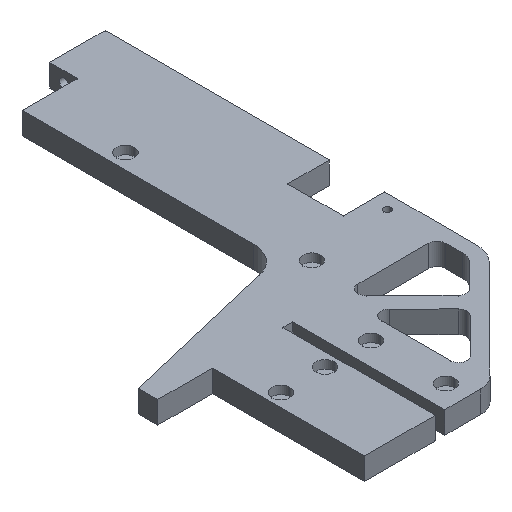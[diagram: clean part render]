
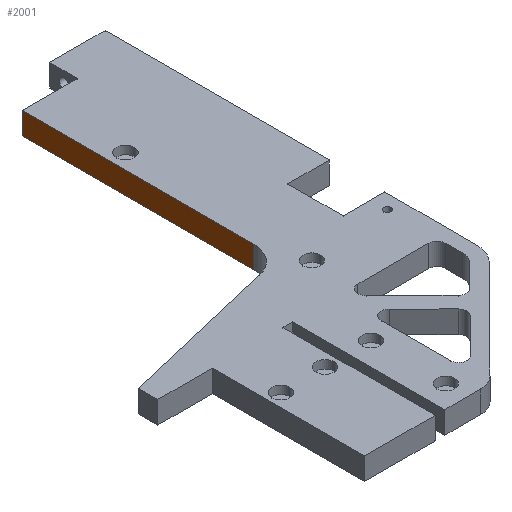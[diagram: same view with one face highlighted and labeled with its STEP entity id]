
A CAD part, isometric view. The second image highlights one B-rep face of the part: STEP entity #2001.
In plain terms, the highlighted face is planar.
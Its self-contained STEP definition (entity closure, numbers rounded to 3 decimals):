
#35 = ORIENTED_EDGE ( 'NONE', *, *, #1591, .T. ) ;
#147 = CARTESIAN_POINT ( 'NONE',  ( 40., -93.694, 8. ) ) ;
#171 = EDGE_CURVE ( 'NONE', #2239, #2601, #514, .T. ) ;
#224 = VECTOR ( 'NONE', #932, 1000. ) ;
#235 = AXIS2_PLACEMENT_3D ( 'NONE', #1632, #1404, #604 ) ;
#311 = CARTESIAN_POINT ( 'NONE',  ( 40., -93.694, 0. ) ) ;
#481 = LINE ( 'NONE', #311, #1224 ) ;
#514 = LINE ( 'NONE', #1352, #224 ) ;
#604 = DIRECTION ( 'NONE',  ( 0., 0., -1. ) ) ;
#619 = PLANE ( 'NONE',  #235 ) ;
#656 = VECTOR ( 'NONE', #1061, 1000. ) ;
#709 = CARTESIAN_POINT ( 'NONE',  ( 40., -10., 0. ) ) ;
#764 = EDGE_CURVE ( 'NONE', #2239, #2107, #2612, .T. ) ;
#807 = FACE_OUTER_BOUND ( 'NONE', #1561, .T. ) ;
#932 = DIRECTION ( 'NONE',  ( 0., 0., 1. ) ) ;
#990 = EDGE_CURVE ( 'NONE', #1311, #2107, #481, .T. ) ;
#1012 = CARTESIAN_POINT ( 'NONE',  ( 40., -102.391, 0. ) ) ;
#1061 = DIRECTION ( 'NONE',  ( 0., -1., 0. ) ) ;
#1119 = ORIENTED_EDGE ( 'NONE', *, *, #764, .F. ) ;
#1148 = ORIENTED_EDGE ( 'NONE', *, *, #990, .T. ) ;
#1224 = VECTOR ( 'NONE', #1549, 1000. ) ;
#1311 = VERTEX_POINT ( 'NONE', #147 ) ;
#1352 = CARTESIAN_POINT ( 'NONE',  ( 40., -10., 8. ) ) ;
#1404 = DIRECTION ( 'NONE',  ( 1., 0., 0. ) ) ;
#1549 = DIRECTION ( 'NONE',  ( 0., 0., -1. ) ) ;
#1561 = EDGE_LOOP ( 'NONE', ( #1119, #2402, #35, #1148 ) ) ;
#1591 = EDGE_CURVE ( 'NONE', #2601, #1311, #2293, .T. ) ;
#1632 = CARTESIAN_POINT ( 'NONE',  ( 40., -102.391, 8. ) ) ;
#1662 = CARTESIAN_POINT ( 'NONE',  ( 40., -93.694, 0. ) ) ;
#2001 = ADVANCED_FACE ( 'NONE', ( #807 ), #619, .T. ) ;
#2107 = VERTEX_POINT ( 'NONE', #1662 ) ;
#2239 = VERTEX_POINT ( 'NONE', #709 ) ;
#2293 = LINE ( 'NONE', #2490, #656 ) ;
#2317 = VECTOR ( 'NONE', #2635, 1000. ) ;
#2378 = CARTESIAN_POINT ( 'NONE',  ( 40., -10., 8. ) ) ;
#2402 = ORIENTED_EDGE ( 'NONE', *, *, #171, .T. ) ;
#2490 = CARTESIAN_POINT ( 'NONE',  ( 40., -102.391, 8. ) ) ;
#2601 = VERTEX_POINT ( 'NONE', #2378 ) ;
#2612 = LINE ( 'NONE', #1012, #2317 ) ;
#2635 = DIRECTION ( 'NONE',  ( 0., -1., 0. ) ) ;
